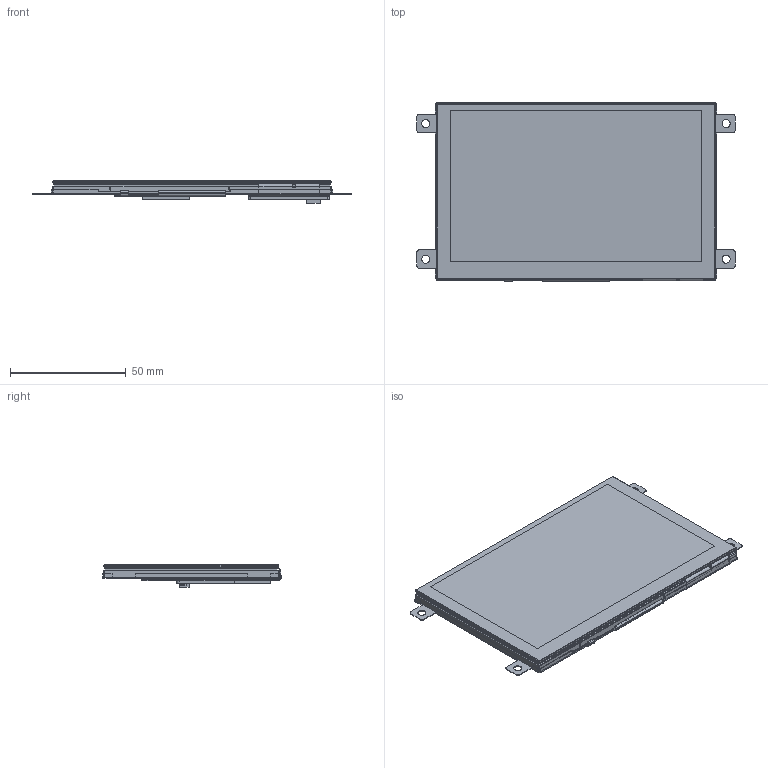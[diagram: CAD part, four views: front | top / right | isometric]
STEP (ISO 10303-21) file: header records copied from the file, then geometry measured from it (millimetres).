
FILE_DESCRIPTION(/* description */ (''),/* implementation_level */ '2;1');
FILE_NAME(/* name */ '3D_RVT50HQLFWCA0_Rev.1.0.stp',/* time_stamp */ '2022-10-14T12:29:14+02:00',/* author */ ('Mateusz Natywa'),/* organization */ (''),/* preprocessor_version */ 'ST-DEVELOPER v17',/* originating_system */ 'Autodesk Inventor 2019',/* authorisation */ '');
FILE_SCHEMA (('AUTOMOTIVE_DESIGN { 1 0 10303 214 3 1 1 }'));
Length unit declared in the file: millimetre
Products named in the file (13): RVT50HQTNWC00_Rev.1.0; TFT; DISP; FPC; Assembly1; CG; SCA; SENSOR; FPC_1; DST_2; FRAME; ebe00004; DST
Assembly tree (12 placements, depth 3):
  RVT50HQTNWC00_Rev.1.0
    TFT
      DISP
      FPC
    Assembly1
      CG
      SCA
      SENSOR
      FPC_1
      DST_2
    FRAME
      ebe00004
      DST
Bounding box: 137.5 x 77.11 x 9.89 mm (x, y, z)
Volume: 50568 mm3; surface area: 120331.4 mm2
Topology: 10 solids, 10 shells, 517 faces, 1445 edges, 952 vertices
Faces by surface type: plane 430, cylinder 71, cone 8, sphere 4, bspline 4
Full cylindrical faces by diameter (mm): 3.5 x4
Entity records: 17109 total; most frequent: CARTESIAN_POINT 3043, ORIENTED_EDGE 2890, DIRECTION 2667, EDGE_CURVE 1445, LINE 1283, VECTOR 1283, VERTEX_POINT 952, AXIS2_PLACEMENT_3D 692
